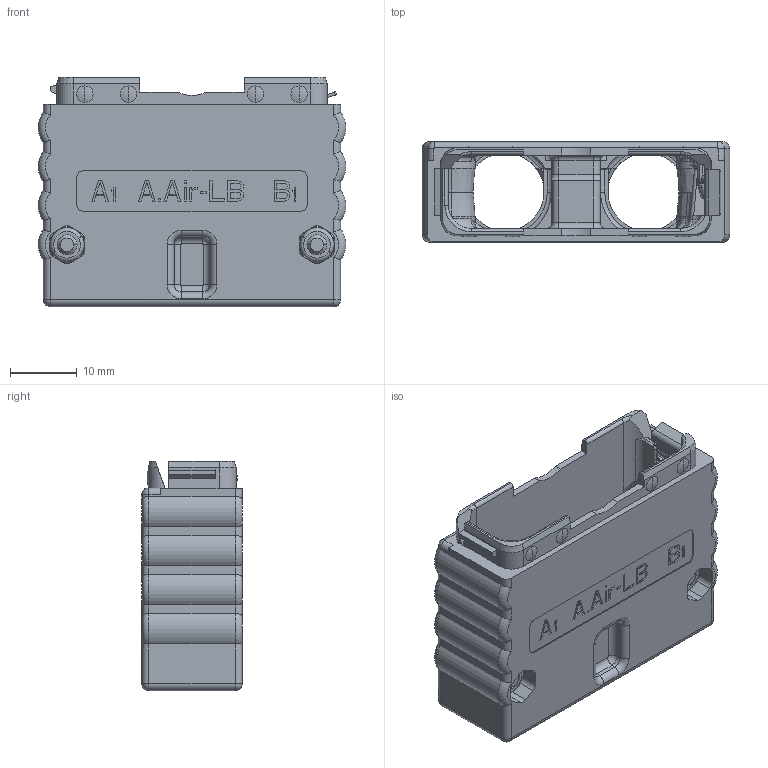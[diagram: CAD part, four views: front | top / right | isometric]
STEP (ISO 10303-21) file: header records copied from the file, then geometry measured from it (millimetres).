
FILE_DESCRIPTION((''),'2;1');
FILE_NAME('33516072020','2019-11-04T',('presta_be4'),(''),'CREO PARAMETRIC BY PTC INC, 2018360','CREO PARAMETRIC BY PTC INC, 2018360','');
FILE_SCHEMA(('CONFIG_CONTROL_DESIGN'));
Length unit declared in the file: millimetre
Products named in the file (1): 33516072020
Bounding box: 46.02 x 15 x 34.3 mm (x, y, z)
Volume: 8340.2 mm3; surface area: 10347.9 mm2
Topology: 1 solids, 1 shells, 992 faces, 2641 edges, 1649 vertices
Faces by surface type: plane 498, cylinder 248, cone 88, torus 66, bspline 63, sphere 29
Entity records: 42826 total; most frequent: CARTESIAN_POINT 18837, ORIENTED_EDGE 5240, DIRECTION 4674, EDGE_CURVE 2620, VERTEX_POINT 1649, AXIS2_PLACEMENT_3D 1570, VECTOR 1534, LINE 1534
